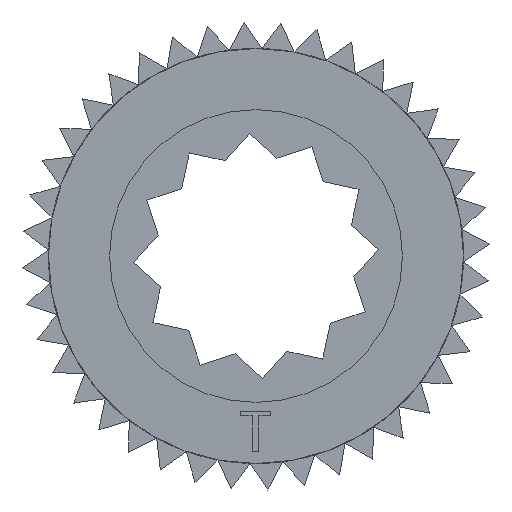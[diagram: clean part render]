
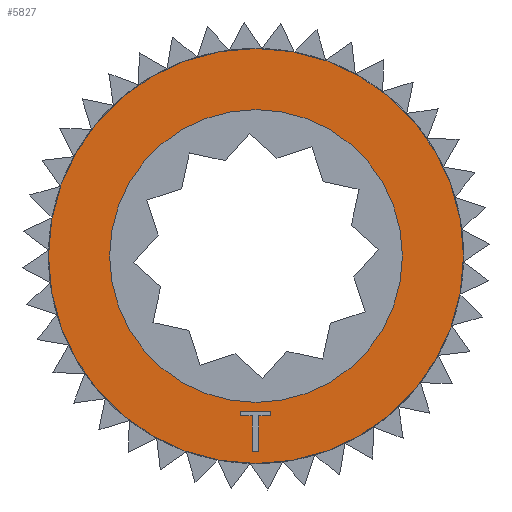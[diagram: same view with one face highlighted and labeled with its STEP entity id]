
A CAD part, front view. The second image highlights one B-rep face of the part: STEP entity #5827.
In plain terms, the highlighted planar face has unit normal (0, -1, 0).
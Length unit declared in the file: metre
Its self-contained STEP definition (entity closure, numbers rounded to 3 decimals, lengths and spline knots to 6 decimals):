
#16=LINE('',#8101,#832);
#17=LINE('',#8104,#833);
#18=LINE('',#8106,#834);
#19=LINE('',#8108,#835);
#20=LINE('',#8110,#836);
#21=LINE('',#8112,#837);
#22=LINE('',#8114,#838);
#23=LINE('',#8116,#839);
#832=VECTOR('',#6543,1.);
#833=VECTOR('',#6544,1.);
#834=VECTOR('',#6545,1.);
#835=VECTOR('',#6546,1.);
#836=VECTOR('',#6547,1.);
#837=VECTOR('',#6548,1.);
#838=VECTOR('',#6549,1.);
#839=VECTOR('',#6550,1.);
#1648=ORIENTED_EDGE('',*,*,#3374,.T.);
#1649=ORIENTED_EDGE('',*,*,#3375,.F.);
#1650=ORIENTED_EDGE('',*,*,#3376,.T.);
#1651=ORIENTED_EDGE('',*,*,#3377,.T.);
#1652=ORIENTED_EDGE('',*,*,#3378,.T.);
#1653=ORIENTED_EDGE('',*,*,#3379,.T.);
#1654=ORIENTED_EDGE('',*,*,#3380,.T.);
#1655=ORIENTED_EDGE('',*,*,#3381,.T.);
#1656=ORIENTED_EDGE('',*,*,#3382,.T.);
#1657=ORIENTED_EDGE('',*,*,#3383,.T.);
#3374=EDGE_CURVE('',#4237,#4237,#4788,.T.);
#3375=EDGE_CURVE('',#4238,#4238,#4789,.T.);
#3376=EDGE_CURVE('',#4239,#4240,#16,.T.);
#3377=EDGE_CURVE('',#4240,#4241,#17,.T.);
#3378=EDGE_CURVE('',#4241,#4242,#18,.T.);
#3379=EDGE_CURVE('',#4242,#4243,#19,.T.);
#3380=EDGE_CURVE('',#4243,#4244,#20,.T.);
#3381=EDGE_CURVE('',#4244,#4245,#21,.T.);
#3382=EDGE_CURVE('',#4245,#4246,#22,.T.);
#3383=EDGE_CURVE('',#4246,#4239,#23,.T.);
#4237=VERTEX_POINT('',#8098);
#4238=VERTEX_POINT('',#8100);
#4239=VERTEX_POINT('',#8102);
#4240=VERTEX_POINT('',#8103);
#4241=VERTEX_POINT('',#8105);
#4242=VERTEX_POINT('',#8107);
#4243=VERTEX_POINT('',#8109);
#4244=VERTEX_POINT('',#8111);
#4245=VERTEX_POINT('',#8113);
#4246=VERTEX_POINT('',#8115);
#4788=CIRCLE('',#6165,0.005906);
#4789=CIRCLE('',#6166,0.004166);
#4835=EDGE_LOOP('',(#1648));
#4836=EDGE_LOOP('',(#1649));
#4837=EDGE_LOOP('',(#1650,#1651,#1652,#1653,#1654,#1655,#1656,#1657));
#5171=FACE_BOUND('',#4835,.T.);
#5172=FACE_BOUND('',#4836,.T.);
#5173=FACE_BOUND('',#4837,.T.);
#5507=PLANE('',#6164);
#5827=ADVANCED_FACE('',(#5171,#5172,#5173),#5507,.F.);
#6164=AXIS2_PLACEMENT_3D('',#8096,#6537,#6538);
#6165=AXIS2_PLACEMENT_3D('',#8097,#6539,#6540);
#6166=AXIS2_PLACEMENT_3D('',#8099,#6541,#6542);
#6537=DIRECTION('',(0.,1.,0.));
#6538=DIRECTION('',(1.,0.,0.));
#6539=DIRECTION('',(0.,-1.,0.));
#6540=DIRECTION('',(-1.,0.,0.));
#6541=DIRECTION('',(0.,-1.,0.));
#6542=DIRECTION('',(-1.,0.,0.));
#6543=DIRECTION('',(0.,0.,-1.));
#6544=DIRECTION('',(-1.,0.,0.));
#6545=DIRECTION('',(0.,0.,-1.));
#6546=DIRECTION('',(-1.,0.,0.));
#6547=DIRECTION('',(0.,0.,1.));
#6548=DIRECTION('',(-1.,0.,0.));
#6549=DIRECTION('',(0.,0.,1.));
#6550=DIRECTION('',(1.,0.,0.));
#8096=CARTESIAN_POINT('',(0.,0.002477,-0.007268));
#8097=CARTESIAN_POINT('',(-0.020809,0.002477,-0.037656));
#8098=CARTESIAN_POINT('',(-0.026714,0.002477,-0.037656));
#8099=CARTESIAN_POINT('',(-0.020809,0.002477,-0.037656));
#8100=CARTESIAN_POINT('',(-0.024975,0.002477,-0.037656));
#8101=CARTESIAN_POINT('',(-0.020388,0.002477,-0.042139));
#8102=CARTESIAN_POINT('',(-0.020388,0.002477,-0.042076));
#8103=CARTESIAN_POINT('',(-0.020388,0.002477,-0.042203));
#8104=CARTESIAN_POINT('',(-0.020558,0.002477,-0.042203));
#8105=CARTESIAN_POINT('',(-0.020729,0.002477,-0.042203));
#8106=CARTESIAN_POINT('',(-0.020729,0.002477,-0.04271));
#8107=CARTESIAN_POINT('',(-0.020729,0.002477,-0.043218));
#8108=CARTESIAN_POINT('',(-0.020822,0.002477,-0.043218));
#8109=CARTESIAN_POINT('',(-0.020916,0.002477,-0.043218));
#8110=CARTESIAN_POINT('',(-0.020916,0.002477,-0.04271));
#8111=CARTESIAN_POINT('',(-0.020916,0.002477,-0.042203));
#8112=CARTESIAN_POINT('',(-0.021087,0.002477,-0.042203));
#8113=CARTESIAN_POINT('',(-0.021257,0.002477,-0.042203));
#8114=CARTESIAN_POINT('',(-0.021257,0.002477,-0.042139));
#8115=CARTESIAN_POINT('',(-0.021257,0.002477,-0.042076));
#8116=CARTESIAN_POINT('',(-0.020822,0.002477,-0.042076));
